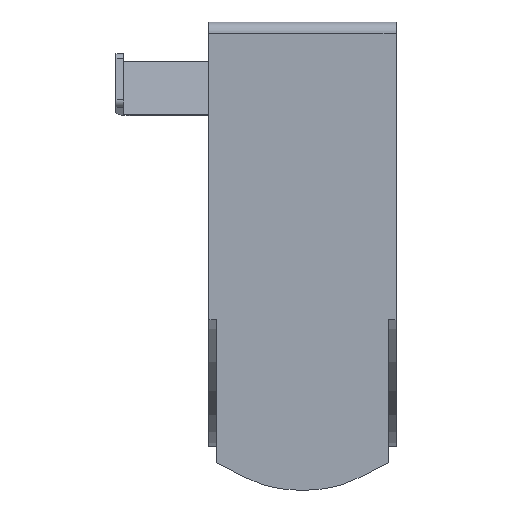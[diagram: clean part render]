
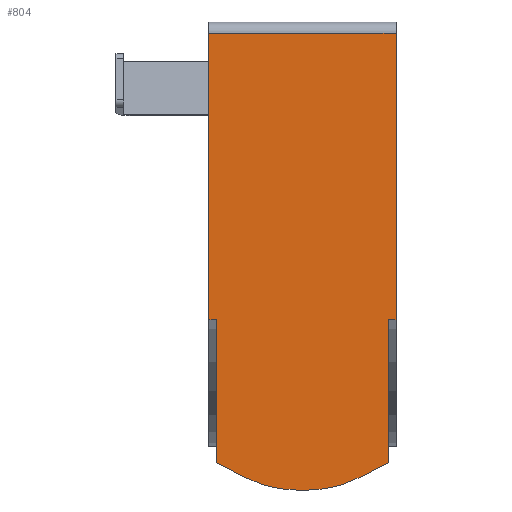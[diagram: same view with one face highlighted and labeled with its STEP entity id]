
A CAD part, left-side view. The second image highlights one B-rep face of the part: STEP entity #804.
In plain terms, the highlighted planar face has unit normal (-1, 0, 0).
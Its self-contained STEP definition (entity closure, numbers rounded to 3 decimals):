
#48=DIRECTION('',(0.,-1.,0.));
#49=VECTOR('',#48,0.795);
#50=CARTESIAN_POINT('',(-0.25,0.398,-30.));
#51=LINE('',#50,#49);
#119=DIRECTION('',(0.,-1.,0.));
#120=VECTOR('',#119,0.5);
#121=CARTESIAN_POINT('',(-0.25,6.05,-19.));
#122=LINE('',#121,#120);
#123=DIRECTION('',(0.,0.,1.));
#124=VECTOR('',#123,18.51);
#125=CARTESIAN_POINT('',(-0.25,6.05,-19.));
#126=LINE('',#125,#124);
#127=DIRECTION('',(0.,-1.,0.));
#128=VECTOR('',#127,0.5);
#129=CARTESIAN_POINT('',(-0.25,-5.55,-19.));
#130=LINE('',#129,#128);
#131=DIRECTION('',(0.,0.,-1.));
#132=VECTOR('',#131,9.25);
#133=CARTESIAN_POINT('',(-0.25,-5.55,-19.));
#134=LINE('',#133,#132);
#135=DIRECTION('',(0.,-0.894,0.447));
#136=VECTOR('',#135,2.261);
#137=CARTESIAN_POINT('',(-0.25,-3.528,-29.261));
#138=LINE('',#137,#136);
#139=CARTESIAN_POINT('',(-0.25,-0.398,-23.));
#140=DIRECTION('',(-1.,0.,0.));
#141=DIRECTION('',(0.,0.,-1.));
#142=AXIS2_PLACEMENT_3D('',#139,#140,#141);
#144=CARTESIAN_POINT('',(-0.25,0.398,-23.));
#145=DIRECTION('',(-1.,0.,0.));
#146=DIRECTION('',(0.,0.447,-0.894));
#147=AXIS2_PLACEMENT_3D('',#144,#145,#146);
#149=DIRECTION('',(0.,-0.894,-0.447));
#150=VECTOR('',#149,2.261);
#151=CARTESIAN_POINT('',(-0.25,5.55,-28.25));
#152=LINE('',#151,#150);
#153=DIRECTION('',(0.,0.,-1.));
#154=VECTOR('',#153,9.25);
#155=CARTESIAN_POINT('',(-0.25,5.55,-19.));
#156=LINE('',#155,#154);
#380=DIRECTION('',(0.,0.,1.));
#381=VECTOR('',#380,18.51);
#382=CARTESIAN_POINT('',(-0.25,-6.05,-19.));
#383=LINE('',#382,#381);
#420=DIRECTION('',(0.,-1.,0.));
#421=VECTOR('',#420,12.1);
#422=CARTESIAN_POINT('',(-0.25,6.05,-0.49));
#423=LINE('',#422,#421);
#517=CARTESIAN_POINT('',(-0.25,6.05,-0.49));
#518=CARTESIAN_POINT('',(-0.25,-6.05,-0.49));
#519=VERTEX_POINT('',#517);
#520=VERTEX_POINT('',#518);
#593=CARTESIAN_POINT('',(-0.25,3.528,-29.261));
#595=VERTEX_POINT('',#593);
#597=CARTESIAN_POINT('',(-0.25,0.398,-30.));
#598=VERTEX_POINT('',#597);
#599=CARTESIAN_POINT('',(-0.25,-0.398,-30.));
#600=CARTESIAN_POINT('',(-0.25,-3.528,-29.261));
#601=VERTEX_POINT('',#599);
#602=VERTEX_POINT('',#600);
#605=CARTESIAN_POINT('',(-0.25,6.05,-19.));
#606=CARTESIAN_POINT('',(-0.25,5.55,-19.));
#607=VERTEX_POINT('',#605);
#608=VERTEX_POINT('',#606);
#609=CARTESIAN_POINT('',(-0.25,-5.55,-19.));
#610=CARTESIAN_POINT('',(-0.25,-6.05,-19.));
#611=VERTEX_POINT('',#609);
#612=VERTEX_POINT('',#610);
#613=CARTESIAN_POINT('',(-0.25,5.55,-28.25));
#614=VERTEX_POINT('',#613);
#615=CARTESIAN_POINT('',(-0.25,-5.55,-28.25));
#616=VERTEX_POINT('',#615);
#776=CARTESIAN_POINT('',(-0.25,6.05,-30.));
#777=DIRECTION('',(-1.,0.,0.));
#778=DIRECTION('',(0.,-1.,0.));
#779=AXIS2_PLACEMENT_3D('',#776,#777,#778);
#780=PLANE('',#779);
#782=ORIENTED_EDGE('',*,*,#781,.F.);
#784=ORIENTED_EDGE('',*,*,#783,.T.);
#786=ORIENTED_EDGE('',*,*,#785,.T.);
#788=ORIENTED_EDGE('',*,*,#787,.F.);
#790=ORIENTED_EDGE('',*,*,#789,.F.);
#792=ORIENTED_EDGE('',*,*,#791,.T.);
#793=ORIENTED_EDGE('',*,*,#767,.F.);
#794=ORIENTED_EDGE('',*,*,#693,.F.);
#795=ORIENTED_EDGE('',*,*,#680,.F.);
#797=ORIENTED_EDGE('',*,*,#796,.F.);
#799=ORIENTED_EDGE('',*,*,#798,.F.);
#801=ORIENTED_EDGE('',*,*,#800,.F.);
#802=EDGE_LOOP('',(#782,#784,#786,#788,#790,#792,#793,#794,#795,#797,#799,
#801));
#803=FACE_OUTER_BOUND('',#802,.F.);
#804=ADVANCED_FACE('',(#803),#780,.T.);
#143=CIRCLE('',#142,7.);
#148=CIRCLE('',#147,7.);
#680=EDGE_CURVE('',#598,#601,#51,.T.);
#693=EDGE_CURVE('',#601,#602,#143,.T.);
#767=EDGE_CURVE('',#602,#616,#138,.T.);
#781=EDGE_CURVE('',#607,#608,#122,.T.);
#783=EDGE_CURVE('',#607,#519,#126,.T.);
#785=EDGE_CURVE('',#519,#520,#423,.T.);
#787=EDGE_CURVE('',#612,#520,#383,.T.);
#789=EDGE_CURVE('',#611,#612,#130,.T.);
#791=EDGE_CURVE('',#611,#616,#134,.T.);
#796=EDGE_CURVE('',#595,#598,#148,.T.);
#798=EDGE_CURVE('',#614,#595,#152,.T.);
#800=EDGE_CURVE('',#608,#614,#156,.T.);
